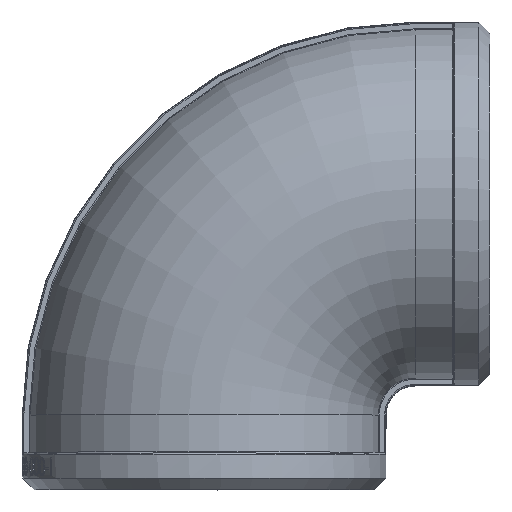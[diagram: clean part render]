
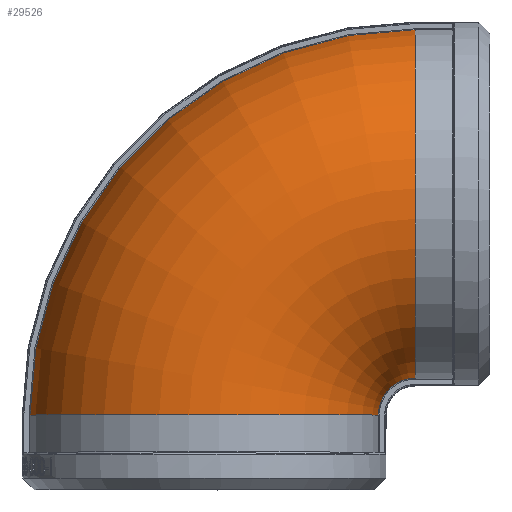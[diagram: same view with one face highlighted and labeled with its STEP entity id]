
A CAD part, top view. The second image highlights one B-rep face of the part: STEP entity #29526.
In plain terms, the highlighted toroidal (fillet/blend) face has major radius 58 mm and minor radius 48 mm.
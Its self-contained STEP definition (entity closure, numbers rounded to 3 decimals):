
#33 = CARTESIAN_POINT ( 'NONE',  ( 58., -58., 4.273 ) ) ;
#35 = DIRECTION ( 'NONE',  ( -0.707, 0.707, 0. ) ) ;
#57 = DIRECTION ( 'NONE',  ( 0., 0., -1. ) ) ;
#111 = DIRECTION ( 'NONE',  ( -0.707, 0.707, 0. ) ) ;
#122 = DIRECTION ( 'NONE',  ( 0., 0., 1. ) ) ;
#146 = CARTESIAN_POINT ( 'NONE',  ( 58., -58., 4.273 ) ) ;
#6230 = ORIENTED_EDGE ( 'NONE', *, *, #19995, .F. ) ;
#6234 = ORIENTED_EDGE ( 'NONE', *, *, #21985, .T. ) ;
#6256 = ORIENTED_EDGE ( 'NONE', *, *, #19492, .F. ) ;
#6316 = ORIENTED_EDGE ( 'NONE', *, *, #20017, .F. ) ;
#8002 = DIRECTION ( 'NONE',  ( 0., 1., 0. ) ) ;
#8005 = CARTESIAN_POINT ( 'NONE',  ( 0., -58., 0. ) ) ;
#8013 = DIRECTION ( 'NONE',  ( -0.997, 0., 0.083 ) ) ;
#11841 = EDGE_LOOP ( 'NONE', ( #6230, #6234, #6316, #6256 ) ) ;
#12057 = VERTEX_POINT ( 'NONE', #17489 ) ;
#12078 = VERTEX_POINT ( 'NONE', #17545 ) ;
#12087 = VERTEX_POINT ( 'NONE', #17520 ) ;
#12104 = VERTEX_POINT ( 'NONE', #17540 ) ;
#14076 = CARTESIAN_POINT ( 'NONE',  ( 58., -58., 0. ) ) ;
#14095 = FACE_OUTER_BOUND ( 'NONE', #11841, .T. ) ;
#14101 = DIRECTION ( 'NONE',  ( 0., 1., 0. ) ) ;
#14103 = DIRECTION ( 'NONE',  ( 0., 0., -1. ) ) ;
#17489 = CARTESIAN_POINT ( 'NONE',  ( 58., -47.809, 4.273 ) ) ;
#17520 = CARTESIAN_POINT ( 'NONE',  ( 58., 47.809, 4.273 ) ) ;
#17540 = CARTESIAN_POINT ( 'NONE',  ( 47.809, -58., 4.273 ) ) ;
#17545 = CARTESIAN_POINT ( 'NONE',  ( -47.809, -58., 4.273 ) ) ;
#18582 = TOROIDAL_SURFACE ( 'NONE', #18583, 58., 48. ) ;
#18583 = AXIS2_PLACEMENT_3D ( 'NONE', #14076, #14103, #14101 ) ;
#19070 = CARTESIAN_POINT ( 'NONE',  ( 58., 0., 0. ) ) ;
#19079 = DIRECTION ( 'NONE',  ( 1., 0., 0. ) ) ;
#19082 = DIRECTION ( 'NONE',  ( 0., 0.997, 0.083 ) ) ;
#19492 = EDGE_CURVE ( 'NONE', #12087, #12057, #21300, .T. ) ;
#19995 = EDGE_CURVE ( 'NONE', #12078, #12087, #21464, .T. ) ;
#20017 = EDGE_CURVE ( 'NONE', #12057, #12104, #21509, .T. ) ;
#21300 = CIRCLE ( 'NONE', #21366, 48. ) ;
#21366 = AXIS2_PLACEMENT_3D ( 'NONE', #19070, #19079, #19082 ) ;
#21464 = CIRCLE ( 'NONE', #21552, 105.809 ) ;
#21509 = CIRCLE ( 'NONE', #21554, 10.191 ) ;
#21552 = AXIS2_PLACEMENT_3D ( 'NONE', #33, #57, #35 ) ;
#21554 = AXIS2_PLACEMENT_3D ( 'NONE', #146, #122, #111 ) ;
#21684 = CIRCLE ( 'NONE', #21726, 48. ) ;
#21726 = AXIS2_PLACEMENT_3D ( 'NONE', #8005, #8002, #8013 ) ;
#21985 = EDGE_CURVE ( 'NONE', #12078, #12104, #21684, .T. ) ;
#29526 = ADVANCED_FACE ( 'NONE', ( #14095 ), #18582, .T. ) ;
